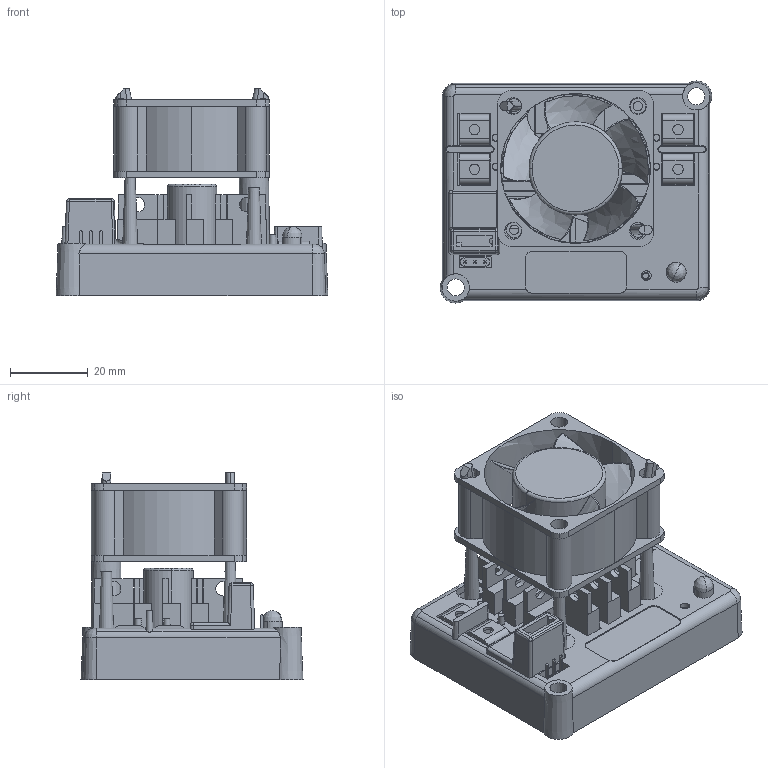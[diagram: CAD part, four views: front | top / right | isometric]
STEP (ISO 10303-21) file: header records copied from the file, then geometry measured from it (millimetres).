
FILE_DESCRIPTION((''),'2;1');
FILE_NAME('Victor884.stp','2007-01-15T20:33:25',('uidk0133'),(''),'Autodesk Inventor (R) 6.0','Autodesk Inventor (R) 6.0','');
FILE_SCHEMA(('AUTOMOTIVE_DESIGN { 1 0 10303 214 1 1 1 1 }'));
Length unit declared in the file: inch
Products named in the file (9): Victor884; Victor884-Cover; Fan-PAPST-412; Victor884-Base; Victor884-Capacitor; Victor884-LED - Green; Victor884-Fet; Victor884 Screw Terminal; Victor884-3 Pin Connector
Assembly tree (22 placements, depth 2):
  Victor884
    Victor884-Cover
    Fan-PAPST-412
    Victor884-Base
    Victor884-Capacitor
    Victor884-LED - Green
    Victor884-Fet  x12
    Victor884 Screw Terminal  x4
    Victor884-3 Pin Connector
Bounding box: 69.65 x 56.95 x 53.11 mm (x, y, z)
Volume: 43106.1 mm3; surface area: 52715.6 mm2
Topology: 22 solids, 26 shells, 1208 faces, 3249 edges, 2141 vertices
Faces by surface type: plane 914, cylinder 133, cone 85, bspline 72, torus 4
Entity records: 22589 total; most frequent: CARTESIAN_POINT 5154, ORIENTED_EDGE 3618, DIRECTION 3526, EDGE_CURVE 1809, VECTOR 1208, LINE 1208, VERTEX_POINT 1185, AXIS2_PLACEMENT_3D 1159
